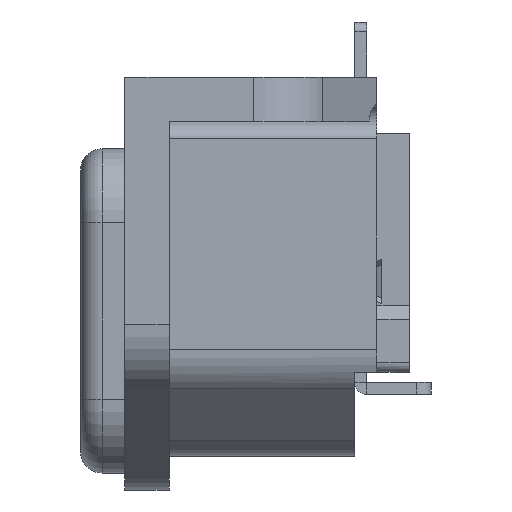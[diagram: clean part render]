
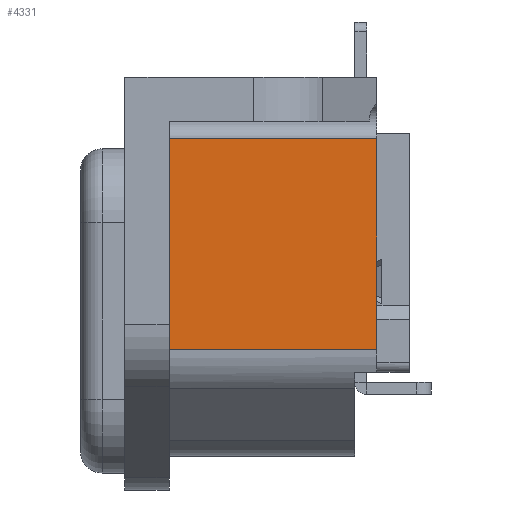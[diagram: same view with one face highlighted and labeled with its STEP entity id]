
A CAD part, left-side view. The second image highlights one B-rep face of the part: STEP entity #4331.
In plain terms, the highlighted planar face has unit normal (-1, 0, 0).
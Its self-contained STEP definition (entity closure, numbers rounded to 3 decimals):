
#4312 = VERTEX_POINT ( 'NONE', #6498 ) ;
#4313 = ORIENTED_EDGE ( 'NONE', *, *, #4328, .T. ) ;
#4314 = EDGE_CURVE ( 'NONE', #4332, #4312, #6493, .T. ) ;
#4317 = EDGE_CURVE ( 'NONE', #4324, #4320, #6495, .T. ) ;
#4318 = ORIENTED_EDGE ( 'NONE', *, *, #4326, .F. ) ;
#4320 = VERTEX_POINT ( 'NONE', #6497 ) ;
#4324 = VERTEX_POINT ( 'NONE', #6637 ) ;
#4326 = EDGE_CURVE ( 'NONE', #4324, #4332, #6639, .T. ) ;
#4327 = EDGE_LOOP ( 'NONE', ( #4318, #4333, #4313, #4334 ) ) ;
#4328 = EDGE_CURVE ( 'NONE', #4320, #4312, #6631, .T. ) ;
#4331 = ADVANCED_FACE ( 'NONE', ( #6627 ), #6641, .F. ) ;
#4332 = VERTEX_POINT ( 'NONE', #6610 ) ;
#4333 = ORIENTED_EDGE ( 'NONE', *, *, #4317, .T. ) ;
#4334 = ORIENTED_EDGE ( 'NONE', *, *, #4314, .F. ) ;
#6483 = DIRECTION ( 'NONE',  ( 0., 1., 0. ) ) ;
#6484 = VECTOR ( 'NONE', #6483, 1000. ) ;
#6488 = DIRECTION ( 'NONE',  ( 0., 1., 0. ) ) ;
#6489 = VECTOR ( 'NONE', #6488, 1000. ) ;
#6490 = CARTESIAN_POINT ( 'NONE',  ( -30.752, 2.266, -4.467 ) ) ;
#6493 = LINE ( 'NONE', #6490, #6489 ) ;
#6494 = CARTESIAN_POINT ( 'NONE',  ( -30.752, 19.618, 9.85 ) ) ;
#6495 = LINE ( 'NONE', #6494, #6484 ) ;
#6497 = CARTESIAN_POINT ( 'NONE',  ( -30.752, 16.366, 9.85 ) ) ;
#6498 = CARTESIAN_POINT ( 'NONE',  ( -30.752, 16.366, -4.467 ) ) ;
#6606 = DIRECTION ( 'NONE',  ( 0., 0., -1. ) ) ;
#6607 = DIRECTION ( 'NONE',  ( 1., 0., 0. ) ) ;
#6608 = CARTESIAN_POINT ( 'NONE',  ( -30.752, 2.266, 11. ) ) ;
#6609 = AXIS2_PLACEMENT_3D ( 'NONE', #6608, #6607, #6606 ) ;
#6610 = CARTESIAN_POINT ( 'NONE',  ( -30.752, 2.266, -4.467 ) ) ;
#6623 = DIRECTION ( 'NONE',  ( 0., 0., -1. ) ) ;
#6624 = VECTOR ( 'NONE', #6623, 1000. ) ;
#6626 = CARTESIAN_POINT ( 'NONE',  ( -30.752, 16.366, 11. ) ) ;
#6627 = FACE_OUTER_BOUND ( 'NONE', #4327, .T. ) ;
#6628 = DIRECTION ( 'NONE',  ( 0., 0., -1. ) ) ;
#6629 = VECTOR ( 'NONE', #6628, 1000. ) ;
#6631 = LINE ( 'NONE', #6626, #6624 ) ;
#6637 = CARTESIAN_POINT ( 'NONE',  ( -30.752, 2.266, 9.85 ) ) ;
#6638 = CARTESIAN_POINT ( 'NONE',  ( -30.752, 2.266, 11. ) ) ;
#6639 = LINE ( 'NONE', #6638, #6629 ) ;
#6641 = PLANE ( 'NONE',  #6609 ) ;
